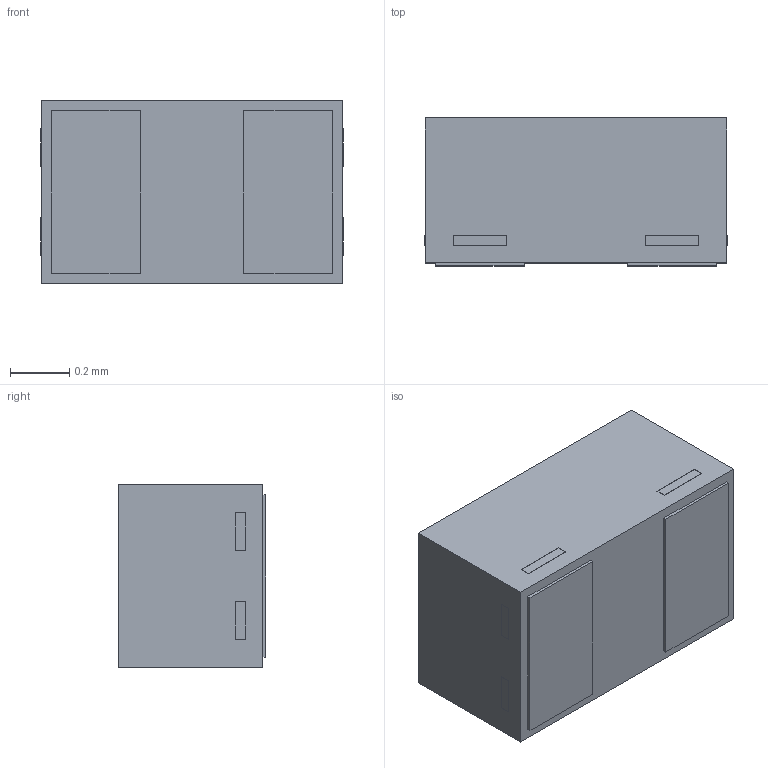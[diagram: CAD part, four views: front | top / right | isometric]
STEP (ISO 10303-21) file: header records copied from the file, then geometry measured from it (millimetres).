
FILE_DESCRIPTION (( 'STEP AP214' ), '1' );
FILE_NAME ('45590C7C-281A-4BDF-900C-A143EBEEFDFB.STEP', '2024-03-14T00:36:09', ( '' ), ( '' ), 'SwSTEP 2.0', 'SolidWorks 2022', '' );
FILE_SCHEMA (( 'AUTOMOTIVE_DESIGN' ));
Length unit declared in the file: millimetre
Products named in the file (1): 45590C7C-281A-4BDF-900C-A143EBEEFDFB
Bounding box: 1.02 x 0.5 x 0.62 mm (x, y, z)
Volume: 0.3 mm3; surface area: 2.9 mm2
Topology: 1 solids, 1 shells, 61 faces, 144 edges, 96 vertices
Faces by surface type: plane 61
Entity records: 1818 total; most frequent: CARTESIAN_POINT 302, ORIENTED_EDGE 288, DIRECTION 268, EDGE_CURVE 144, LINE 144, VECTOR 144, VERTEX_POINT 96, EDGE_LOOP 72
